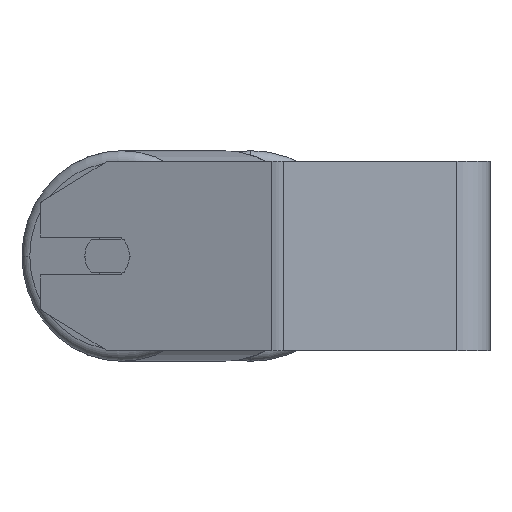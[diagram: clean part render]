
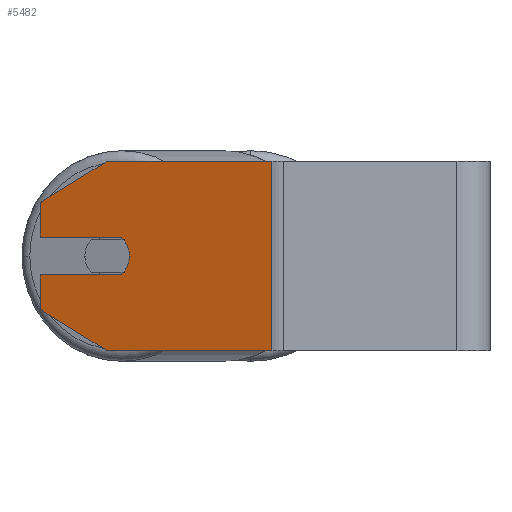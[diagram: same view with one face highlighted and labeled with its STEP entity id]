
A CAD part, left-side view. The second image highlights one B-rep face of the part: STEP entity #5482.
In plain terms, the highlighted planar face has unit normal (-0.94, 0.342, 0).
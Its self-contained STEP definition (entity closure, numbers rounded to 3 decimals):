
#105 = EDGE_CURVE ( 'NONE', #7168, #3512, #8416, .T. ) ;
#145 = LINE ( 'NONE', #6604, #1297 ) ;
#154 = VECTOR ( 'NONE', #6182, 1000. ) ;
#244 = CARTESIAN_POINT ( 'NONE',  ( -245.867, 156.076, -8. ) ) ;
#400 = PLANE ( 'NONE',  #7080 ) ;
#402 = CIRCLE ( 'NONE', #7477, 10. ) ;
#584 = CARTESIAN_POINT ( 'NONE',  ( -233.554, 189.905, 40. ) ) ;
#659 = LINE ( 'NONE', #5847, #4454 ) ;
#838 = EDGE_CURVE ( 'NONE', #4984, #7984, #2411, .T. ) ;
#878 = ORIENTED_EDGE ( 'NONE', *, *, #105, .T. ) ;
#1027 = LINE ( 'NONE', #4940, #154 ) ;
#1096 = VECTOR ( 'NONE', #3336, 1000. ) ;
#1202 = ORIENTED_EDGE ( 'NONE', *, *, #3791, .F. ) ;
#1249 = DIRECTION ( 'NONE',  ( 0., 0., -1. ) ) ;
#1297 = VECTOR ( 'NONE', #4646, 1000. ) ;
#1579 = VERTEX_POINT ( 'NONE', #3453 ) ;
#1697 = DIRECTION ( 'NONE',  ( 0., 0., -1. ) ) ;
#1725 = DIRECTION ( 'NONE',  ( 0.342, 0.94, 0. ) ) ;
#1758 = DIRECTION ( 'NONE',  ( -0.342, -0.94, 0. ) ) ;
#1784 = CARTESIAN_POINT ( 'NONE',  ( -233.554, 189.905, 40. ) ) ;
#1838 = VECTOR ( 'NONE', #1249, 1000. ) ;
#1866 = EDGE_CURVE ( 'NONE', #7984, #3828, #145, .T. ) ;
#1868 = EDGE_CURVE ( 'NONE', #7836, #1579, #5342, .T. ) ;
#2147 = CARTESIAN_POINT ( 'NONE',  ( -233.554, 189.905, -8. ) ) ;
#2238 = CARTESIAN_POINT ( 'NONE',  ( -245.867, 156.076, 8. ) ) ;
#2411 = LINE ( 'NONE', #1784, #6894 ) ;
#2503 = DIRECTION ( 'NONE',  ( -0.342, -0.94, 0. ) ) ;
#2723 = CARTESIAN_POINT ( 'NONE',  ( -269.156, 92.09, 40. ) ) ;
#2782 = ORIENTED_EDGE ( 'NONE', *, *, #4686, .F. ) ;
#2836 = VECTOR ( 'NONE', #1725, 1000. ) ;
#3082 = CARTESIAN_POINT ( 'NONE',  ( -233.554, 189.905, 22.679 ) ) ;
#3236 = DIRECTION ( 'NONE',  ( -0.94, 0.342, 0. ) ) ;
#3275 = DIRECTION ( 'NONE',  ( 0., 0., -1. ) ) ;
#3287 = ORIENTED_EDGE ( 'NONE', *, *, #5521, .F. ) ;
#3336 = DIRECTION ( 'NONE',  ( -0.342, -0.94, 0. ) ) ;
#3375 = LINE ( 'NONE', #6069, #4225 ) ;
#3425 = LINE ( 'NONE', #5955, #1096 ) ;
#3453 = CARTESIAN_POINT ( 'NONE',  ( -269.156, 92.09, -40. ) ) ;
#3512 = VERTEX_POINT ( 'NONE', #6507 ) ;
#3561 = CARTESIAN_POINT ( 'NONE',  ( -269.156, 92.09, 40. ) ) ;
#3727 = EDGE_CURVE ( 'NONE', #8071, #7168, #659, .T. ) ;
#3791 = EDGE_CURVE ( 'NONE', #5164, #4936, #402, .T. ) ;
#3828 = VERTEX_POINT ( 'NONE', #4555 ) ;
#4142 = ORIENTED_EDGE ( 'NONE', *, *, #6055, .T. ) ;
#4225 = VECTOR ( 'NONE', #6546, 1000. ) ;
#4286 = CARTESIAN_POINT ( 'NONE',  ( -233.554, 189.905, -22.679 ) ) ;
#4335 = FACE_OUTER_BOUND ( 'NONE', #7791, .T. ) ;
#4382 = CARTESIAN_POINT ( 'NONE',  ( -233.554, 189.905, 40. ) ) ;
#4454 = VECTOR ( 'NONE', #6530, 1000. ) ;
#4555 = CARTESIAN_POINT ( 'NONE',  ( -243.815, 161.714, -40. ) ) ;
#4624 = AXIS2_PLACEMENT_3D ( 'NONE', #7492, #6872, #1758 ) ;
#4646 = DIRECTION ( 'NONE',  ( -0.296, -0.814, -0.5 ) ) ;
#4686 = EDGE_CURVE ( 'NONE', #6537, #3512, #7583, .T. ) ;
#4936 = VERTEX_POINT ( 'NONE', #6375 ) ;
#4940 = CARTESIAN_POINT ( 'NONE',  ( -233.554, 189.905, 40. ) ) ;
#4984 = VERTEX_POINT ( 'NONE', #2147 ) ;
#5071 = ORIENTED_EDGE ( 'NONE', *, *, #838, .T. ) ;
#5164 = VERTEX_POINT ( 'NONE', #244 ) ;
#5178 = CIRCLE ( 'NONE', #4624, 10. ) ;
#5342 = LINE ( 'NONE', #2723, #6615 ) ;
#5482 = ADVANCED_FACE ( 'NONE', ( #4335 ), #400, .F. ) ;
#5521 = EDGE_CURVE ( 'NONE', #8071, #7836, #1027, .T. ) ;
#5588 = DIRECTION ( 'NONE',  ( 0.342, 0.94, 0. ) ) ;
#5788 = CARTESIAN_POINT ( 'NONE',  ( -245.867, 156.076, 8. ) ) ;
#5847 = CARTESIAN_POINT ( 'NONE',  ( -233.554, 189.905, 22.679 ) ) ;
#5873 = CARTESIAN_POINT ( 'NONE',  ( -243.815, 161.714, 40. ) ) ;
#5955 = CARTESIAN_POINT ( 'NONE',  ( -245.867, 156.076, -8. ) ) ;
#6055 = EDGE_CURVE ( 'NONE', #3828, #1579, #3375, .T. ) ;
#6069 = CARTESIAN_POINT ( 'NONE',  ( -233.554, 189.905, -40. ) ) ;
#6100 = ORIENTED_EDGE ( 'NONE', *, *, #7513, .F. ) ;
#6182 = DIRECTION ( 'NONE',  ( -0.342, -0.94, 0. ) ) ;
#6345 = DIRECTION ( 'NONE',  ( 0.94, -0.342, 0. ) ) ;
#6375 = CARTESIAN_POINT ( 'NONE',  ( -247.235, 152.317, 0. ) ) ;
#6507 = CARTESIAN_POINT ( 'NONE',  ( -233.554, 189.905, 8. ) ) ;
#6529 = ORIENTED_EDGE ( 'NONE', *, *, #1868, .F. ) ;
#6530 = DIRECTION ( 'NONE',  ( 0.296, 0.814, -0.5 ) ) ;
#6537 = VERTEX_POINT ( 'NONE', #5788 ) ;
#6546 = DIRECTION ( 'NONE',  ( -0.342, -0.94, 0. ) ) ;
#6604 = CARTESIAN_POINT ( 'NONE',  ( -243.815, 161.714, -40. ) ) ;
#6615 = VECTOR ( 'NONE', #3275, 1000. ) ;
#6641 = ORIENTED_EDGE ( 'NONE', *, *, #3727, .T. ) ;
#6872 = DIRECTION ( 'NONE',  ( -0.94, 0.342, 0. ) ) ;
#6894 = VECTOR ( 'NONE', #1697, 1000. ) ;
#7013 = EDGE_CURVE ( 'NONE', #4984, #5164, #3425, .T. ) ;
#7080 = AXIS2_PLACEMENT_3D ( 'NONE', #4382, #6345, #5588 ) ;
#7168 = VERTEX_POINT ( 'NONE', #3082 ) ;
#7211 = ORIENTED_EDGE ( 'NONE', *, *, #1866, .T. ) ;
#7477 = AXIS2_PLACEMENT_3D ( 'NONE', #8370, #3236, #2503 ) ;
#7479 = ORIENTED_EDGE ( 'NONE', *, *, #7013, .F. ) ;
#7492 = CARTESIAN_POINT ( 'NONE',  ( -243.815, 161.714, 0. ) ) ;
#7513 = EDGE_CURVE ( 'NONE', #4936, #6537, #5178, .T. ) ;
#7583 = LINE ( 'NONE', #2238, #2836 ) ;
#7791 = EDGE_LOOP ( 'NONE', ( #1202, #7479, #5071, #7211, #4142, #6529, #3287, #6641, #878, #2782, #6100 ) ) ;
#7836 = VERTEX_POINT ( 'NONE', #3561 ) ;
#7984 = VERTEX_POINT ( 'NONE', #4286 ) ;
#8071 = VERTEX_POINT ( 'NONE', #5873 ) ;
#8370 = CARTESIAN_POINT ( 'NONE',  ( -243.815, 161.714, 0. ) ) ;
#8416 = LINE ( 'NONE', #584, #1838 ) ;
